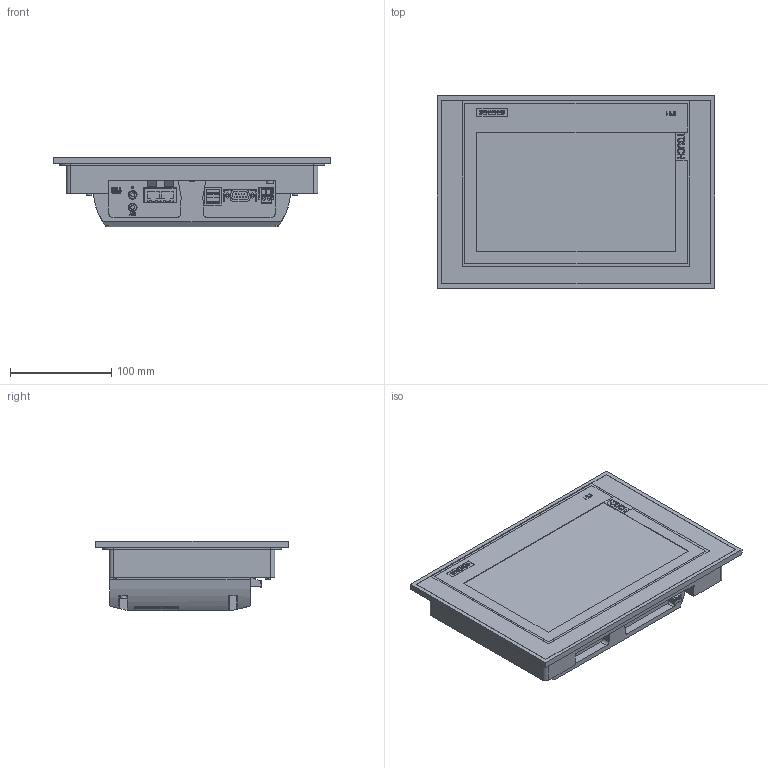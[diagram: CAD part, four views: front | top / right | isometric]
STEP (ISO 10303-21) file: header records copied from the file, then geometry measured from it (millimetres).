
FILE_DESCRIPTION(/* description */ (''),/* implementation_level */ '2;1');
FILE_NAME(/* name */ '6AG1124-0JC01-4AX0_3d.stp',/* time_stamp */ '2025-03-19T08:43:26+02:00',/* author */ (''),/* organization */ (''),/* preprocessor_version */ 'ST-DEVELOPER v18.102',/* originating_system */ 'SIEMENS PLM Software NX 2023',/* authorisation */ '');
FILE_SCHEMA (('AUTOMOTIVE_DESIGN { 1 0 10303 214 3 1 1 1 }'));
Products named in the file (6): A5E42332630A_RS-AA_003_2-Power Supply Connector; A5E30321192A_RS-AA_002_1-push-cover; A5E54442580A_RS-AA_001_1-labeling-front; A5E54442581A_RS-AA_001_1-labeling-box; A5E30291699A_RS-AA_004_1-box; A5E54442566A_RS-AA_001_4-CAx_6AG11240JC014AX0
Assembly tree (5 placements, depth 2):
  A5E54442566A_RS-AA_001_4-CAx_6AG11240JC014AX0
    A5E30291699A_RS-AA_004_1-box
    A5E54442581A_RS-AA_001_1-labeling-box
    A5E54442580A_RS-AA_001_1-labeling-front
    A5E30321192A_RS-AA_002_1-push-cover
    A5E42332630A_RS-AA_003_2-Power Supply Connector
Bounding box: 274 x 190 x 68.8 mm (x, y, z)
Volume: 2223303.9 mm3; surface area: 185534.9 mm2
Topology: 172 solids, 172 shells, 2537 faces, 6286 edges, 4191 vertices
Faces by surface type: plane 1961, extrusion 347, cylinder 229
Full cylindrical faces by diameter (mm): 0.9 x9, 1.4 x2, 2.4 x2, 2.764 x2, 2.8 x2, 3 x2, 3.284 x2, 3.5 x2, 3.8 x2, 5.5 x5, 6 x3, 7 x3, 8.5 x2
Entity records: 105881 total; most frequent: CARTESIAN_POINT 28712, ORIENTED_EDGE 12426, DIRECTION 10267, EDGE_CURVE 6213, VECTOR 4915, LINE 4568, VERTEX_POINT 4181, EDGE_LOOP 2848
